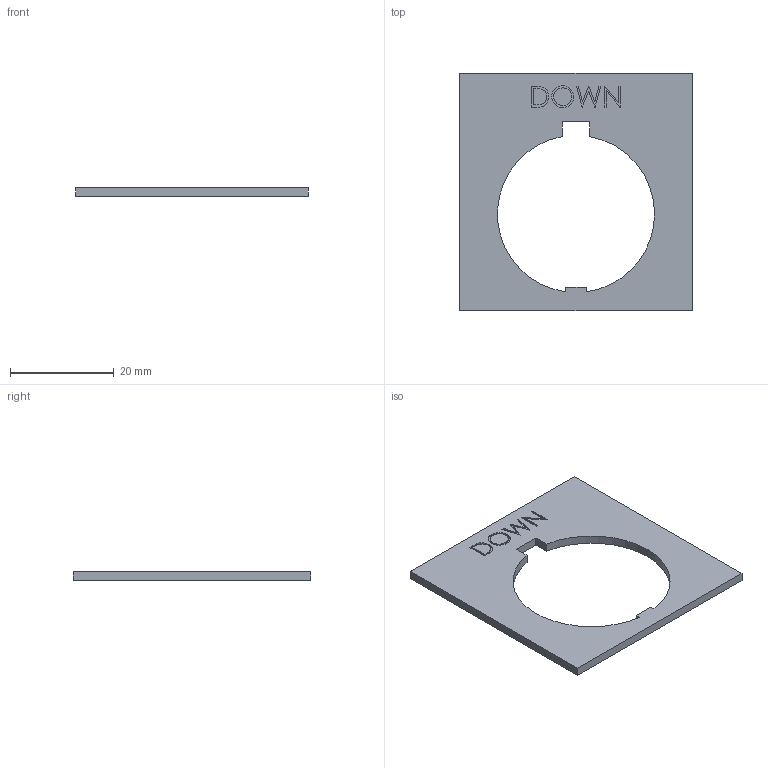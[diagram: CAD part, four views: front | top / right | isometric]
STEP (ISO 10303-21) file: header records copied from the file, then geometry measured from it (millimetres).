
FILE_DESCRIPTION (( 'STEP AP214' ), '1' );
FILE_NAME ('HT8SP74.step', '2018-07-05T19:52:53', ( '' ), ( '' ), 'SwSTEP 2.0', 'SolidWorks 2017', '' );
FILE_SCHEMA (( 'AUTOMOTIVE_DESIGN' ));
Length unit declared in the file: millimetre
Products named in the file (1): HT8SP74
Bounding box: 44.8 x 45.75 x 1.7 mm (x, y, z)
Volume: 2235.9 mm3; surface area: 3142.9 mm2
Topology: 1 solids, 1 shells, 65 faces, 171 edges, 114 vertices
Faces by surface type: plane 47, bspline 15, cylinder 3
Entity records: 3591 total; most frequent: CARTESIAN_POINT 1510, ORIENTED_EDGE 342, DIRECTION 249, EDGE_CURVE 171, LINE 135, VECTOR 135, VERTEX_POINT 114, EDGE_LOOP 73
